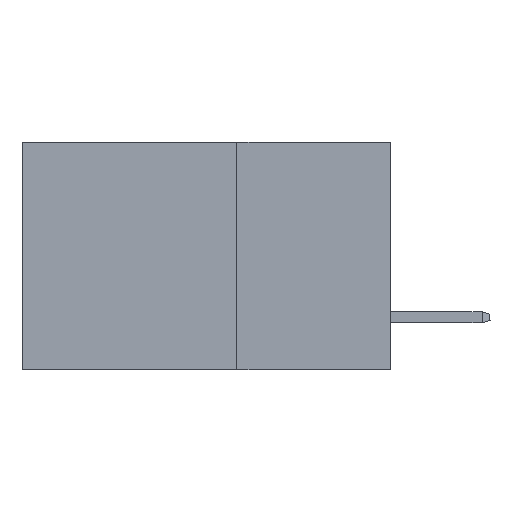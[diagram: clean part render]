
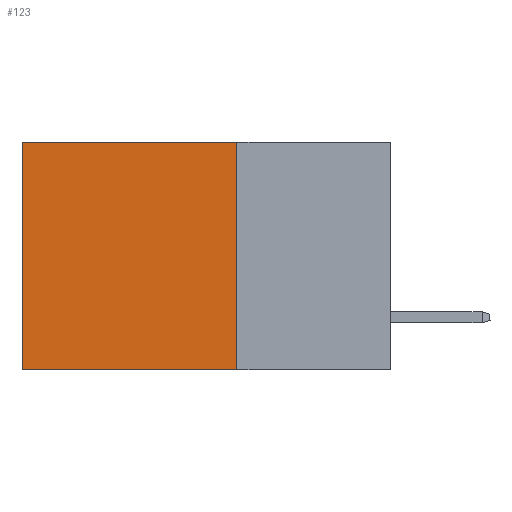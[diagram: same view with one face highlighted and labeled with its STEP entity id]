
A CAD part, left-side view. The second image highlights one B-rep face of the part: STEP entity #123.
In plain terms, the highlighted planar face has unit normal (-1, 0, 0).
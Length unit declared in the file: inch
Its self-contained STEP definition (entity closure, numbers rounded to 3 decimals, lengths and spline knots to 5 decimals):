
#123 = ADVANCED_FACE ( 'NONE', ( #11056 ), #19111, .F. ) ;
#1188 = VERTEX_POINT ( 'NONE', #20735 ) ;
#4325 = DIRECTION ( 'NONE',  ( 1., 0., 0. ) ) ;
#5010 = VERTEX_POINT ( 'NONE', #27929 ) ;
#5981 = CARTESIAN_POINT ( 'NONE',  ( 0.2875, 0.6, -0.37 ) ) ;
#7240 = DIRECTION ( 'NONE',  ( 0., 0., -1. ) ) ;
#8738 = DIRECTION ( 'NONE',  ( 0., 1., 0. ) ) ;
#9147 = ORIENTED_EDGE ( 'NONE', *, *, #17740, .T. ) ;
#9429 = EDGE_CURVE ( 'NONE', #5010, #1188, #15755, .T. ) ;
#9741 = CARTESIAN_POINT ( 'NONE',  ( 0.2875, 0.25, 0. ) ) ;
#9823 = DIRECTION ( 'NONE',  ( 0., 1., 0. ) ) ;
#10795 = VECTOR ( 'NONE', #26652, 39.37008 ) ;
#11056 = FACE_OUTER_BOUND ( 'NONE', #22505, .T. ) ;
#11869 = EDGE_CURVE ( 'NONE', #32973, #28792, #25612, .T. ) ;
#11901 = ORIENTED_EDGE ( 'NONE', *, *, #11869, .F. ) ;
#14362 = CARTESIAN_POINT ( 'NONE',  ( 0.2875, 0.25, -0.37 ) ) ;
#14970 = CARTESIAN_POINT ( 'NONE',  ( 0.2875, 0.6, 0. ) ) ;
#15578 = ORIENTED_EDGE ( 'NONE', *, *, #23796, .F. ) ;
#15755 = LINE ( 'NONE', #24393, #16668 ) ;
#16668 = VECTOR ( 'NONE', #9823, 39.37008 ) ;
#17740 = EDGE_CURVE ( 'NONE', #1188, #28792, #18491, .T. ) ;
#18491 = LINE ( 'NONE', #14970, #10795 ) ;
#19111 = PLANE ( 'NONE',  #29092 ) ;
#20735 = CARTESIAN_POINT ( 'NONE',  ( 0.2875, 0.6, 0. ) ) ;
#21572 = ORIENTED_EDGE ( 'NONE', *, *, #9429, .T. ) ;
#22505 = EDGE_LOOP ( 'NONE', ( #9147, #11901, #15578, #21572 ) ) ;
#23796 = EDGE_CURVE ( 'NONE', #5010, #32973, #25154, .T. ) ;
#24107 = CARTESIAN_POINT ( 'NONE',  ( 0.2875, 0.25, 0. ) ) ;
#24263 = VECTOR ( 'NONE', #26968, 39.37008 ) ;
#24393 = CARTESIAN_POINT ( 'NONE',  ( 0.2875, 0.25, 0. ) ) ;
#25154 = LINE ( 'NONE', #24107, #24263 ) ;
#25612 = LINE ( 'NONE', #14362, #32354 ) ;
#26652 = DIRECTION ( 'NONE',  ( 0., 0., -1. ) ) ;
#26968 = DIRECTION ( 'NONE',  ( 0., 0., -1. ) ) ;
#27929 = CARTESIAN_POINT ( 'NONE',  ( 0.2875, 0.25, 0. ) ) ;
#28792 = VERTEX_POINT ( 'NONE', #5981 ) ;
#29092 = AXIS2_PLACEMENT_3D ( 'NONE', #9741, #4325, #7240 ) ;
#32354 = VECTOR ( 'NONE', #8738, 39.37008 ) ;
#32973 = VERTEX_POINT ( 'NONE', #33221 ) ;
#33221 = CARTESIAN_POINT ( 'NONE',  ( 0.2875, 0.25, -0.37 ) ) ;
